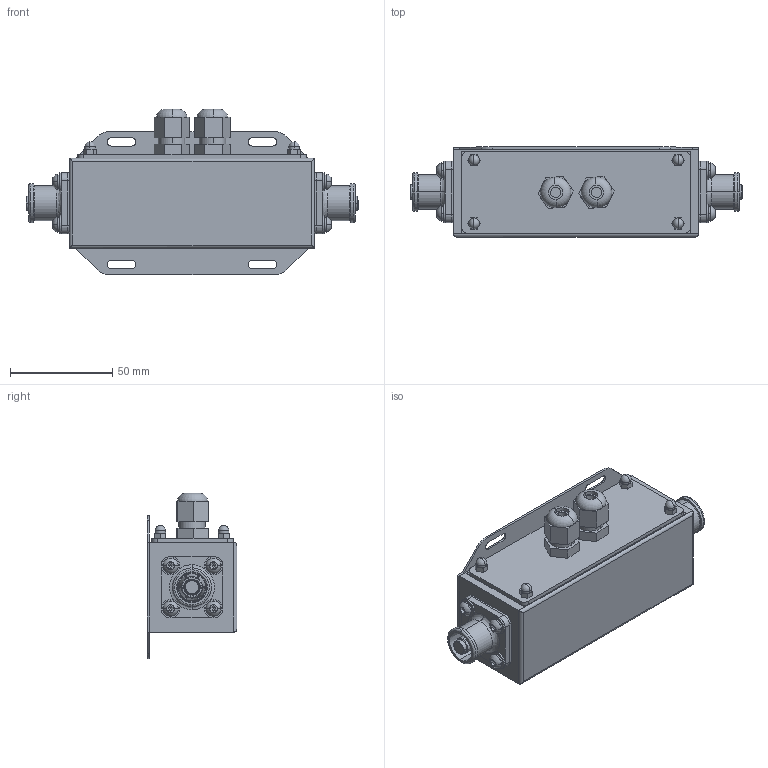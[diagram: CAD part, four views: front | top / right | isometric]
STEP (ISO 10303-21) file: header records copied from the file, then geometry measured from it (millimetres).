
FILE_DESCRIPTION (( 'STEP AP203' ), '1' );
FILE_NAME ('Bus Bar 150A.STEP', '2024-02-28T07:42:34', ( '' ), ( '' ), 'SwSTEP 2.0', 'SolidWorks 2016', '' );
FILE_SCHEMA (( 'CONFIG_CONTROL_DESIGN' ));
Length unit declared in the file: millimetre
Products named in the file (14): E萇喀颯霜碟耜啣; E萇喀颯霜齬菁釱; 十字槽外六角头三组合螺钉 M5X16; E电池汇流盒防水贴纸; Bus Bar 150A; 假煤霾瑤脣釱; 跡擘芛PG7颯霜齬; hexagon socket button head screws gb_GB_SOCKET_TYPE7 M4X12-N; R90 2-6; RNBL1-6-90D; spring lock washers--normal type gb_GB_FASTENER_WASHER_SW 4; plain washers--product grade c gb_GB_FASTENER_WASHER_SMWC 4; E萇喀颯霜碟臏齬; M3蹟簽
Assembly tree (42 placements, depth 2):
  Bus Bar 150A
    假煤霾瑤脣釱  x2
    跡擘芛PG7颯霜齬  x2
    E萇喀颯霜碟臏齬
    E萇喀颯霜齬菁釱
    E萇喀颯霜碟耜啣
    R90 2-6
    RNBL1-6-90D
    E电池汇流盒防水贴纸
    十字槽外六角头三组合螺钉 M5X16  x4
    M3蹟簽  x4
    plain washers--product grade c gb_GB_FASTENER_WASHER_SMWC 4  x8
    spring lock washers--normal type gb_GB_FASTENER_WASHER_SW 4  x8
    hexagon socket button head screws gb_GB_SOCKET_TYPE7 M4X12-N  x8
Bounding box: 162.6 x 44 x 81 mm (x, y, z)
Volume: 72171.2 mm3; surface area: 107067.2 mm2
Topology: 60 solids, 62 shells, 1393 faces, 3278 edges, 2042 vertices
Faces by surface type: plane 681, cylinder 502, cone 126, bspline 40, sphere 24, torus 20
Entity records: 22990 total; most frequent: CARTESIAN_POINT 4956, DIRECTION 3432, ORIENTED_EDGE 3140, EDGE_CURVE 1570, AXIS2_PLACEMENT_3D 1322, VERTEX_POINT 1008, EDGE_LOOP 798, VECTOR 788
